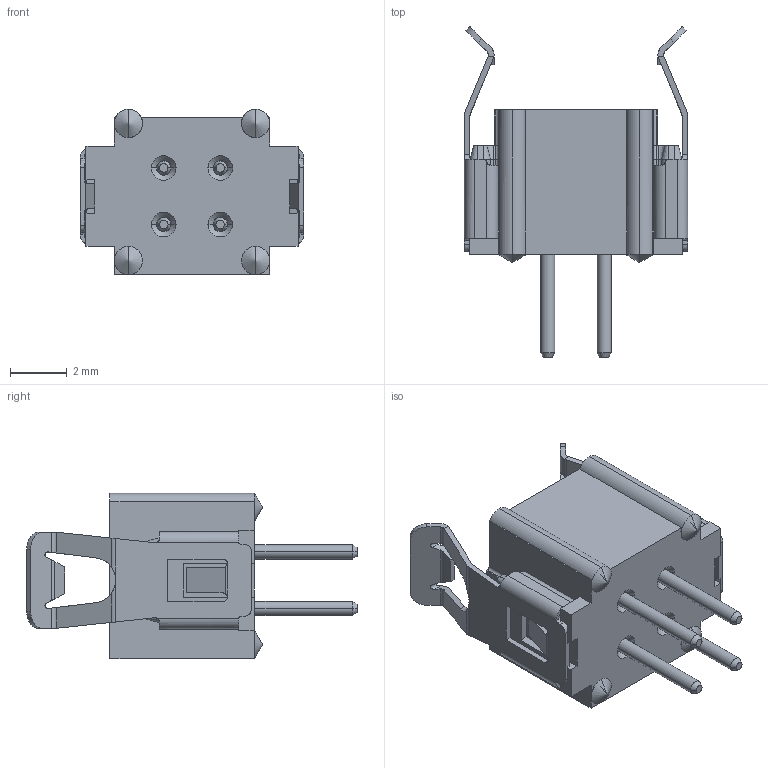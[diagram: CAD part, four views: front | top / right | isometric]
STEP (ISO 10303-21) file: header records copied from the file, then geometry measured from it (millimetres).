
FILE_DESCRIPTION((''),'2;1');
FILE_NAME('M80-8670422_ASM','2011-08-23T',('wbourne'),(''),'PRO/ENGINEER BY PARAMETRIC TECHNOLOGY CORPORATION, 2010280','PRO/ENGINEER BY PARAMETRIC TECHNOLOGY CORPORATION, 2010280','');
FILE_SCHEMA(('CONFIG_CONTROL_DESIGN','SHAPE_APPEARANCE_LAYERS_GROUPS'));
Length unit declared in the file: millimetre
Products named in the file (5): M80-1020498; M80-0200049; M80-8690422_ASM; M80-001XXXX; M80-8670422_ASM
Assembly tree (8 placements, depth 3):
  M80-8670422_ASM
    M80-8690422_ASM
      M80-1020498
      M80-0200049  x4
    M80-001XXXX  x2
Bounding box: 7.9 x 11.7 x 5.85 mm (x, y, z)
Volume: 127.9 mm3; surface area: 471.4 mm2
Topology: 7 solids, 7 shells, 439 faces, 1122 edges, 690 vertices
Faces by surface type: plane 239, cylinder 132, cone 52, bspline 16
Entity records: 10821 total; most frequent: CARTESIAN_POINT 1896, ORIENTED_EDGE 1394, DIRECTION 1371, PRESENTATION_STYLE_ASSIGNMENT 705, STYLED_ITEM 700, CURVE_STYLE 697, EDGE_CURVE 697, VECTOR 473
